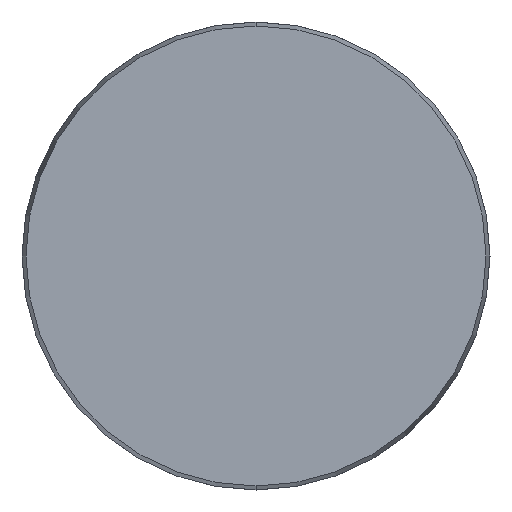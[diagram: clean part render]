
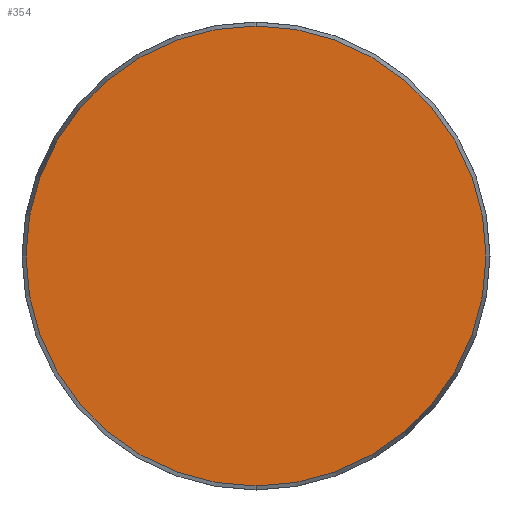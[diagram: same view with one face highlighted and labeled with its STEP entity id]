
A CAD part, front view. The second image highlights one B-rep face of the part: STEP entity #354.
In plain terms, the highlighted planar face has unit normal (0, -1, 0).
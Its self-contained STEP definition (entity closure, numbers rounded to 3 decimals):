
#10 = AXIS2_PLACEMENT_3D ( 'NONE', #700, #51, #693 ) ;
#45 = EDGE_CURVE ( 'NONE', #233, #230, #260, .T. ) ;
#51 = DIRECTION ( 'NONE',  ( 0., -1., 0. ) ) ;
#52 = ORIENTED_EDGE ( 'NONE', *, *, #476, .T. ) ;
#180 = CARTESIAN_POINT ( 'NONE',  ( 0., 0., 49.143 ) ) ;
#214 = AXIS2_PLACEMENT_3D ( 'NONE', #804, #319, #881 ) ;
#230 = VERTEX_POINT ( 'NONE', #180 ) ;
#233 = VERTEX_POINT ( 'NONE', #363 ) ;
#260 = CIRCLE ( 'NONE', #214, 49.143 ) ;
#263 = CARTESIAN_POINT ( 'NONE',  ( -49.143, 0., 0. ) ) ;
#319 = DIRECTION ( 'NONE',  ( 0., -1., 0. ) ) ;
#331 = ORIENTED_EDGE ( 'NONE', *, *, #45, .T. ) ;
#354 = ADVANCED_FACE ( 'NONE', ( #721 ), #1084, .F. ) ;
#363 = CARTESIAN_POINT ( 'NONE',  ( 0., 0., -49.143 ) ) ;
#390 = EDGE_LOOP ( 'NONE', ( #52, #331 ) ) ;
#476 = EDGE_CURVE ( 'NONE', #230, #233, #1158, .T. ) ;
#630 = DIRECTION ( 'NONE',  ( 0., 1., 0. ) ) ;
#693 = DIRECTION ( 'NONE',  ( 0., 0., -1. ) ) ;
#700 = CARTESIAN_POINT ( 'NONE',  ( 0., 0., 0. ) ) ;
#721 = FACE_OUTER_BOUND ( 'NONE', #390, .T. ) ;
#804 = CARTESIAN_POINT ( 'NONE',  ( 0., 0., 0. ) ) ;
#819 = AXIS2_PLACEMENT_3D ( 'NONE', #263, #630, #995 ) ;
#881 = DIRECTION ( 'NONE',  ( 0., 0., -1. ) ) ;
#995 = DIRECTION ( 'NONE',  ( 0., 0., 1. ) ) ;
#1084 = PLANE ( 'NONE',  #819 ) ;
#1158 = CIRCLE ( 'NONE', #10, 49.143 ) ;
